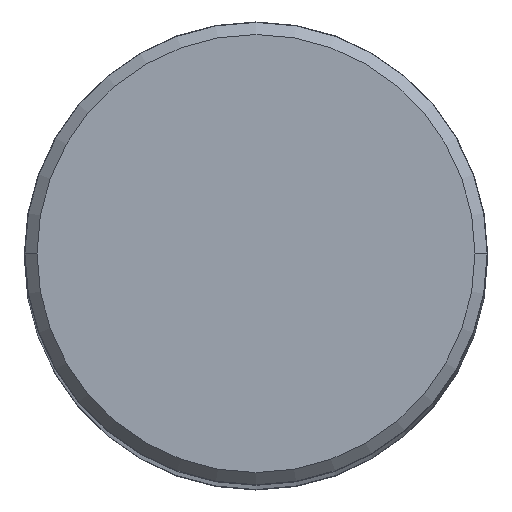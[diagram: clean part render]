
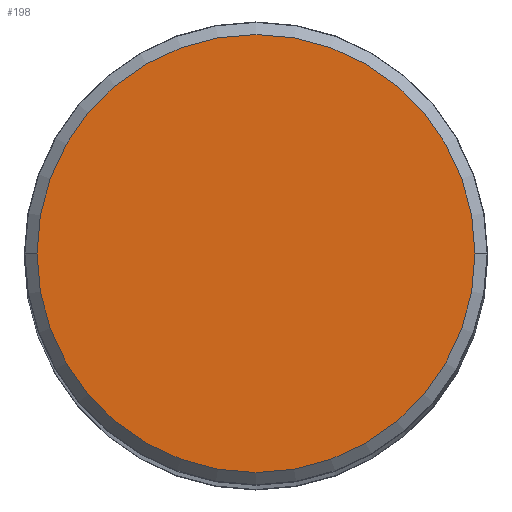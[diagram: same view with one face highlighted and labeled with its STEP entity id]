
A CAD part, top view. The second image highlights one B-rep face of the part: STEP entity #198.
In plain terms, the highlighted planar face has unit normal (0, 0, 1).
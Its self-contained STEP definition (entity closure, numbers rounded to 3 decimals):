
#135=FACE_OUTER_BOUND('',#271,.T.);
#198=ADVANCED_FACE('',(#135),#230,.F.);
#230=PLANE('',#1246);
#271=EDGE_LOOP('',(#439,#440));
#439=ORIENTED_EDGE('',*,*,#725,.T.);
#440=ORIENTED_EDGE('',*,*,#726,.T.);
#615=VERTEX_POINT('',#1965);
#616=VERTEX_POINT('',#1966);
#725=EDGE_CURVE('',#615,#616,#857,.T.);
#726=EDGE_CURVE('',#616,#615,#858,.T.);
#857=CIRCLE('',#1244,18.011);
#858=CIRCLE('',#1245,18.011);
#1244=AXIS2_PLACEMENT_3D('',#1964,#1555,#1556);
#1245=AXIS2_PLACEMENT_3D('',#1967,#1557,#1558);
#1246=AXIS2_PLACEMENT_3D('',#1968,#1559,#1560);
#1555=DIRECTION('',(0.,0.,1.));
#1556=DIRECTION('',(-1.,0.,0.));
#1557=DIRECTION('',(0.,0.,1.));
#1558=DIRECTION('',(1.,0.,0.));
#1559=DIRECTION('',(0.,0.,-1.));
#1560=DIRECTION('',(1.,0.,0.));
#1964=CARTESIAN_POINT('',(0.,0.,0.));
#1965=CARTESIAN_POINT('',(-18.011,0.,0.));
#1966=CARTESIAN_POINT('',(18.011,0.,0.));
#1967=CARTESIAN_POINT('',(0.,0.,0.));
#1968=CARTESIAN_POINT('',(0.,0.,0.));
